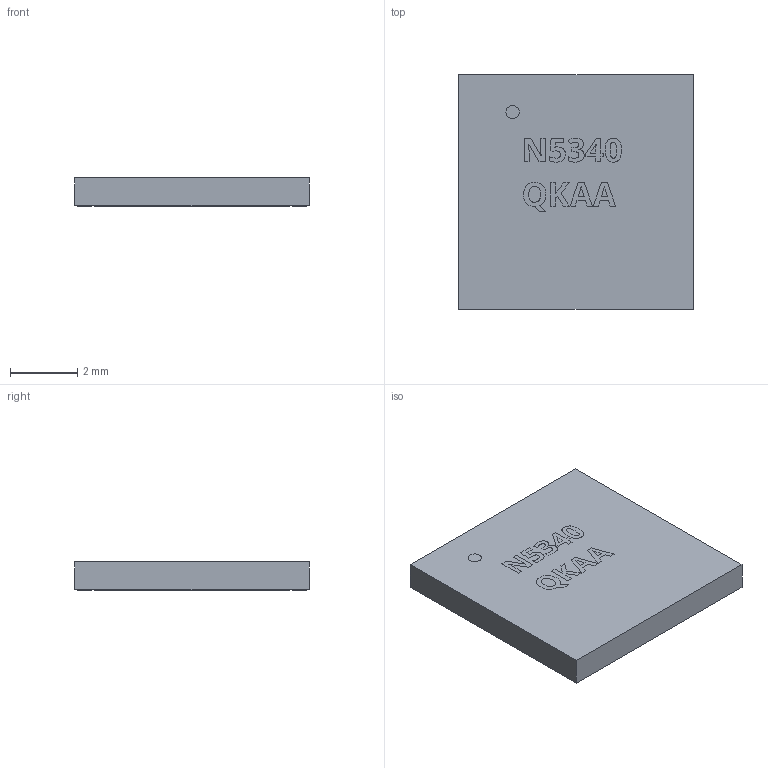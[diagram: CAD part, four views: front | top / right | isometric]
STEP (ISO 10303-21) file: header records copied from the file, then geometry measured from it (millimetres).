
FILE_DESCRIPTION (( 'STEP AP214' ), '1' );
FILE_NAME ('nrf5340_qkaa_onlytest1.STEP', '2024-02-27T16:46:16', ( '' ), ( '' ), 'SwSTEP 2.0', 'SolidWorks 2023', '' );
FILE_SCHEMA (( 'AUTOMOTIVE_DESIGN' ));
Length unit declared in the file: millimetre
Products named in the file (6): nrf5340_qkaa_config1_Copy.step; aQFN-94-1.step; aQFN-94-0.step; U1_1.step; nrf5340_qkaa_onlytest1; aQFN-94.step
Assembly tree (5 placements, depth 4):
  nrf5340_qkaa_onlytest1
    nrf5340_qkaa_config1_Copy.step
      U1_1.step
        aQFN-94.step
        aQFN-94-0.step
        aQFN-94-1.step
Bounding box: 7 x 7 x 0.85 mm (x, y, z)
Surface area: 276.8 mm2
Topology: 3 solids, 3 shells, 489 faces, 1108 edges, 734 vertices
Faces by surface type: plane 217, cylinder 198, bspline 74
Entity records: 14093 total; most frequent: CARTESIAN_POINT 3007, ORIENTED_EDGE 2216, DIRECTION 2212, EDGE_CURVE 1108, AXIS2_PLACEMENT_3D 827, VERTEX_POINT 734, EDGE_LOOP 598, LINE 558
